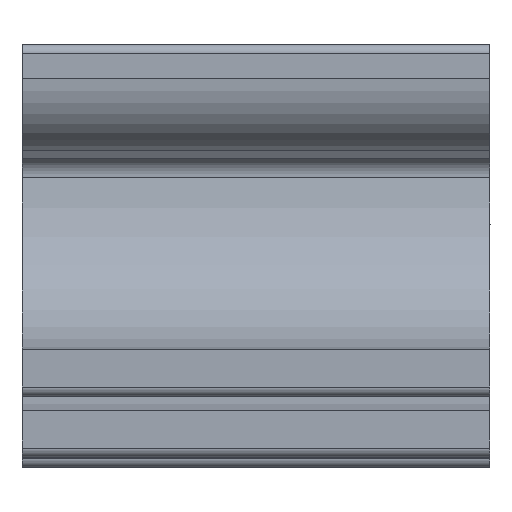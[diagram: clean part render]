
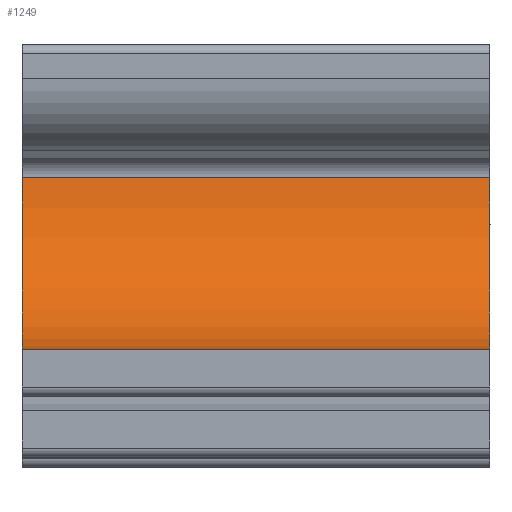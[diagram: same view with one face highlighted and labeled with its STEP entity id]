
A CAD part, left-side view. The second image highlights one B-rep face of the part: STEP entity #1249.
In plain terms, the highlighted cylindrical face has radius 10 mm (diameter 20 mm), a partial arc.
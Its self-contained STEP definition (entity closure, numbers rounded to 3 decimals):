
#45=FACE_OUTER_BOUND('',#113,.T.);
#113=EDGE_LOOP('',(#847,#848,#849,#850));
#189=LINE('',#2034,#279);
#190=LINE('',#2040,#280);
#279=VECTOR('',#1597,10.);
#280=VECTOR('',#1604,10.);
#369=CIRCLE('',#1356,10.);
#370=CIRCLE('',#1357,10.);
#485=VERTEX_POINT('',#2030);
#486=VERTEX_POINT('',#2032);
#487=VERTEX_POINT('',#2036);
#488=VERTEX_POINT('',#2038);
#633=EDGE_CURVE('',#485,#486,#189,.T.);
#634=EDGE_CURVE('',#485,#487,#369,.T.);
#635=EDGE_CURVE('',#488,#486,#370,.T.);
#636=EDGE_CURVE('',#487,#488,#190,.T.);
#847=ORIENTED_EDGE('',*,*,#634,.F.);
#848=ORIENTED_EDGE('',*,*,#633,.T.);
#849=ORIENTED_EDGE('',*,*,#635,.F.);
#850=ORIENTED_EDGE('',*,*,#636,.F.);
#1191=CYLINDRICAL_SURFACE('',#1355,10.);
#1249=ADVANCED_FACE('',(#45),#1191,.F.);
#1355=AXIS2_PLACEMENT_3D('',#2035,#1598,#1599);
#1356=AXIS2_PLACEMENT_3D('',#2037,#1600,#1601);
#1357=AXIS2_PLACEMENT_3D('',#2039,#1602,#1603);
#1597=DIRECTION('',(0.,1.,0.));
#1598=DIRECTION('center_axis',(0.,1.,0.));
#1599=DIRECTION('ref_axis',(0.997,0.,-0.083));
#1600=DIRECTION('center_axis',(0.,1.,0.));
#1601=DIRECTION('ref_axis',(0.997,0.,-0.083));
#1602=DIRECTION('center_axis',(0.,-1.,0.));
#1603=DIRECTION('ref_axis',(0.997,0.,-0.083));
#1604=DIRECTION('',(0.,1.,0.));
#2030=CARTESIAN_POINT('',(4.966,0.,-17.267));
#2032=CARTESIAN_POINT('',(4.966,25.,-17.267));
#2034=CARTESIAN_POINT('',(4.966,0.,-17.267));
#2035=CARTESIAN_POINT('Origin',(-5.,0.,
-16.441));
#2036=CARTESIAN_POINT('',(-5.,0.,-26.441));
#2037=CARTESIAN_POINT('Origin',(-5.,0.,
-16.441));
#2038=CARTESIAN_POINT('',(-5.,25.,-26.441));
#2039=CARTESIAN_POINT('Origin',(-5.,25.,-16.441));
#2040=CARTESIAN_POINT('',(-5.,0.,-26.441));
